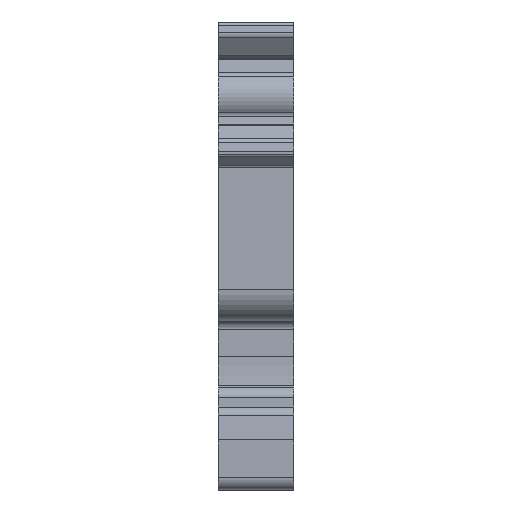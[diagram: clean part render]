
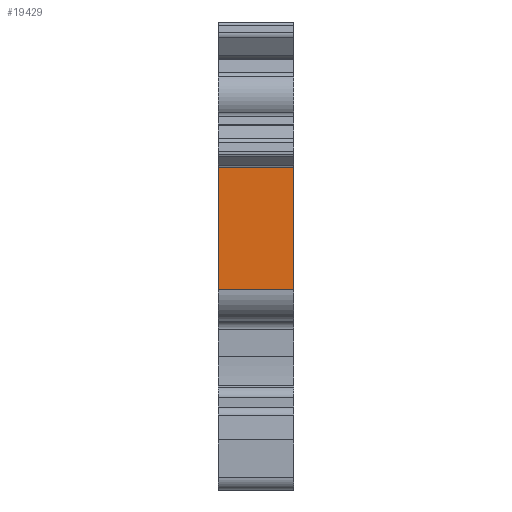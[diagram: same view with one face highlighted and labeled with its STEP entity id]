
A CAD part, left-side view. The second image highlights one B-rep face of the part: STEP entity #19429.
In plain terms, the highlighted planar face has unit normal (-1, 0, 0).
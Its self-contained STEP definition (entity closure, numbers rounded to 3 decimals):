
#441 = CARTESIAN_POINT ( 'NONE',  ( -43.5, 6., 18.488 ) ) ;
#784 = CARTESIAN_POINT ( 'NONE',  ( -43.5, 0., 8.734 ) ) ;
#1193 = ORIENTED_EDGE ( 'NONE', *, *, #5270, .T. ) ;
#1237 = FACE_OUTER_BOUND ( 'NONE', #31159, .T. ) ;
#2774 = DIRECTION ( 'NONE',  ( 0., -1., 0. ) ) ;
#2886 = VERTEX_POINT ( 'NONE', #30049 ) ;
#3219 = PLANE ( 'NONE',  #4487 ) ;
#4487 = AXIS2_PLACEMENT_3D ( 'NONE', #33054, #28147, #16475 ) ;
#4809 = VECTOR ( 'NONE', #6807, 1000. ) ;
#4914 = CARTESIAN_POINT ( 'NONE',  ( -43.5, 0., 18.488 ) ) ;
#5270 = EDGE_CURVE ( 'NONE', #2886, #7131, #33140, .T. ) ;
#6626 = CARTESIAN_POINT ( 'NONE',  ( -43.5, 6., 8.734 ) ) ;
#6807 = DIRECTION ( 'NONE',  ( 0., -1., 0. ) ) ;
#7131 = VERTEX_POINT ( 'NONE', #784 ) ;
#7850 = EDGE_CURVE ( 'NONE', #7131, #20849, #10767, .T. ) ;
#8464 = CARTESIAN_POINT ( 'NONE',  ( -43.5, 6., 18.488 ) ) ;
#9255 = EDGE_CURVE ( 'NONE', #34011, #20849, #15270, .T. ) ;
#10767 = LINE ( 'NONE', #4914, #16436 ) ;
#11615 = CARTESIAN_POINT ( 'NONE',  ( -43.5, 0., 18.488 ) ) ;
#12073 = ORIENTED_EDGE ( 'NONE', *, *, #20482, .F. ) ;
#15270 = LINE ( 'NONE', #441, #16495 ) ;
#16436 = VECTOR ( 'NONE', #25982, 1000. ) ;
#16475 = DIRECTION ( 'NONE',  ( 0., -1., 0. ) ) ;
#16495 = VECTOR ( 'NONE', #2774, 1000. ) ;
#16846 = ORIENTED_EDGE ( 'NONE', *, *, #9255, .F. ) ;
#18115 = ORIENTED_EDGE ( 'NONE', *, *, #7850, .T. ) ;
#19429 = ADVANCED_FACE ( 'NONE', ( #1237 ), #3219, .F. ) ;
#20482 = EDGE_CURVE ( 'NONE', #2886, #34011, #37946, .T. ) ;
#20849 = VERTEX_POINT ( 'NONE', #11615 ) ;
#25982 = DIRECTION ( 'NONE',  ( 0., 0., 1. ) ) ;
#27965 = VECTOR ( 'NONE', #35567, 1000. ) ;
#28147 = DIRECTION ( 'NONE',  ( 1., 0., 0. ) ) ;
#30049 = CARTESIAN_POINT ( 'NONE',  ( -43.5, 6., 8.734 ) ) ;
#31159 = EDGE_LOOP ( 'NONE', ( #18115, #16846, #12073, #1193 ) ) ;
#33054 = CARTESIAN_POINT ( 'NONE',  ( -43.5, 6., 18.488 ) ) ;
#33140 = LINE ( 'NONE', #6626, #4809 ) ;
#34011 = VERTEX_POINT ( 'NONE', #36540 ) ;
#35567 = DIRECTION ( 'NONE',  ( 0., 0., 1. ) ) ;
#36540 = CARTESIAN_POINT ( 'NONE',  ( -43.5, 6., 18.488 ) ) ;
#37946 = LINE ( 'NONE', #8464, #27965 ) ;
